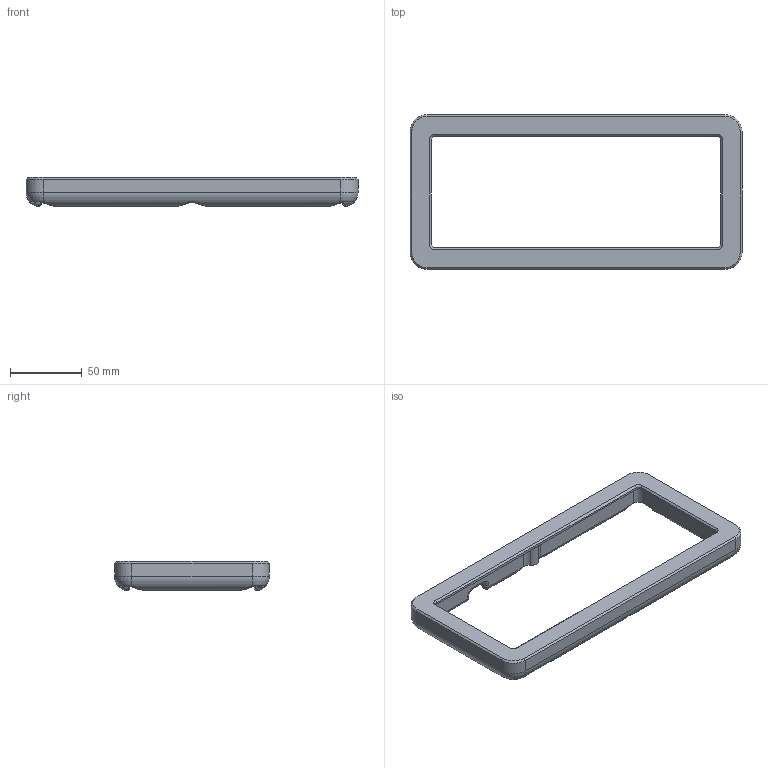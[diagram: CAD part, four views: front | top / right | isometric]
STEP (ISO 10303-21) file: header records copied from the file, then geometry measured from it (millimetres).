
FILE_DESCRIPTION(('HOOPS Exchange Step'),'2;1');
FILE_NAME('temp_export','2024-06-02T22:10:36+20:00',('jscotto'),('Shapr3D Limited'),'HOOPS Exchange 2024.2','Shapr3D','Authorized');
FILE_SCHEMA( ('AUTOMOTIVE_DESIGN { 1 0 10303 214 1 1 1 1 }') );
Length unit declared in the file: millimetre
Products named in the file (1): Top (4mm Gasket)
Bounding box: 232.03 x 108.2 x 20.33 mm (x, y, z)
Volume: 127602 mm3; surface area: 39286.5 mm2
Topology: 1 solids, 1 shells, 155 faces, 374 edges, 223 vertices
Faces by surface type: cylinder 56, plane 40, bspline 40, cone 8, torus 8, sphere 3
Full cylindrical faces by diameter (mm): 3.25 x6
Entity records: 13825 total; most frequent: CARTESIAN_POINT 10488, ORIENTED_EDGE 742, DIRECTION 603, EDGE_CURVE 371, AXIS2_PLACEMENT_3D 234, VERTEX_POINT 223, EDGE_LOOP 162, FACE_BOUND 162
